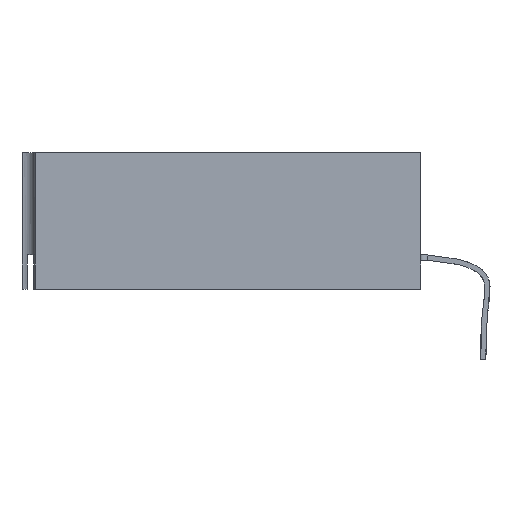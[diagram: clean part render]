
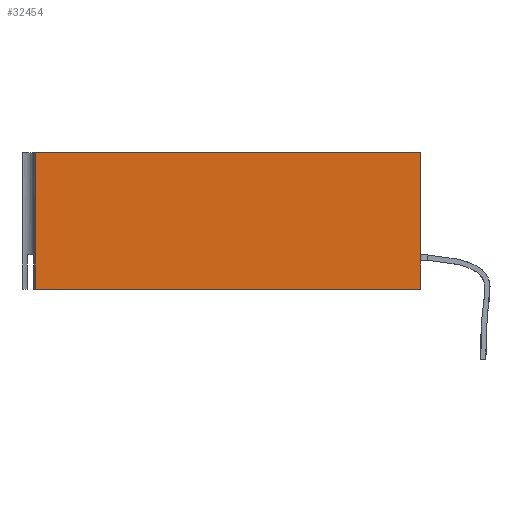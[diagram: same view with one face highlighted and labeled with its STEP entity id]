
A CAD part, left-side view. The second image highlights one B-rep face of the part: STEP entity #32454.
In plain terms, the highlighted planar face has unit normal (-1, 0, 0).
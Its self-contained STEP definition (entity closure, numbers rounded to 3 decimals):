
#3554=PLANE('',#33392);
#5263=FACE_OUTER_BOUND('',#7104,.T.);
#7104=EDGE_LOOP('',(#30472,#30473,#30474,#30475));
#7194=LINE('',#38214,#10161);
#7246=LINE('',#38332,#10213);
#7266=LINE('',#38378,#10233);
#10135=LINE('',#63897,#13102);
#10161=VECTOR('',#33420,10.);
#10213=VECTOR('',#33502,10.);
#10233=VECTOR('',#33542,10.);
#13102=VECTOR('',#38141,10.);
#13129=VERTEX_POINT('',#38211);
#13130=VERTEX_POINT('',#38213);
#13181=VERTEX_POINT('',#38331);
#13197=VERTEX_POINT('',#38377);
#16299=EDGE_CURVE('',#13130,#13129,#7194,.T.);
#16358=EDGE_CURVE('',#13130,#13181,#7246,.T.);
#16382=EDGE_CURVE('',#13197,#13181,#7266,.T.);
#21017=EDGE_CURVE('',#13197,#13129,#10135,.T.);
#30472=ORIENTED_EDGE('',*,*,#16299,.T.);
#30473=ORIENTED_EDGE('',*,*,#21017,.F.);
#30474=ORIENTED_EDGE('',*,*,#16382,.T.);
#30475=ORIENTED_EDGE('',*,*,#16358,.F.);
#32454=ADVANCED_FACE('',(#5263),#3554,.T.);
#33392=AXIS2_PLACEMENT_3D('',#63896,#38139,#38140);
#33420=DIRECTION('',(0.,0.,-1.));
#33502=DIRECTION('',(0.,-1.,0.));
#33542=DIRECTION('',(0.,0.,1.));
#38139=DIRECTION('center_axis',(-1.,0.,0.));
#38140=DIRECTION('ref_axis',(0.,-1.,0.));
#38141=DIRECTION('',(0.,1.,0.));
#38211=CARTESIAN_POINT('',(-21.71,7.22,-0.01));
#38213=CARTESIAN_POINT('',(-21.71,7.22,5.19));
#38214=CARTESIAN_POINT('',(-21.71,7.22,5.19));
#38331=CARTESIAN_POINT('',(-21.71,-7.52,5.19));
#38332=CARTESIAN_POINT('',(-21.71,-7.52,5.19));
#38377=CARTESIAN_POINT('',(-21.71,-7.52,-0.01));
#38378=CARTESIAN_POINT('',(-21.71,-7.52,-0.01));
#63896=CARTESIAN_POINT('Origin',(-21.71,7.72,-0.01));
#63897=CARTESIAN_POINT('',(-21.71,-7.52,-0.01));
